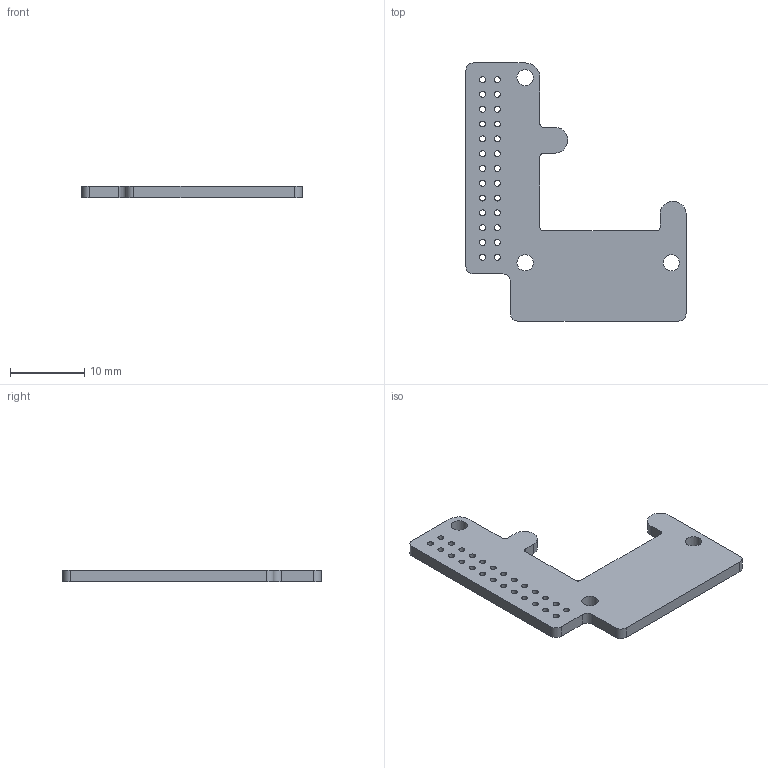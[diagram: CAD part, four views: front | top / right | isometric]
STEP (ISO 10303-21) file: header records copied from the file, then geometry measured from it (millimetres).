
FILE_DESCRIPTION(('KiCad electronic assembly'),'2;1');
FILE_NAME('pcb_front.step','2022-10-19T03:33:18',('Pcbnew'),('Kicad'), 'Open CASCADE STEP processor 7.6','KiCad to STEP converter','Unknown' );
FILE_SCHEMA(('AUTOMOTIVE_DESIGN { 1 0 10303 214 1 1 1 1 }'));
Length unit declared in the file: millimetre
Products named in the file (2): pcb_front 1; pcb_front PCB
Assembly tree (1 placements, depth 2):
  pcb_front 1
    pcb_front PCB
Bounding box: 29.75 x 34.86 x 1.6 mm (x, y, z)
Volume: 879.5 mm3; surface area: 1457.7 mm2
Topology: 1 solids, 1 shells, 55 faces, 159 edges, 106 vertices
Faces by surface type: cylinder 41, plane 14
Full cylindrical faces by diameter (mm): 0.8 x26, 2.2 x3
Entity records: 4085 total; most frequent: DIRECTION 673, CARTESIAN_POINT 640, ORIENTED_EDGE 318, PCURVE 318, DEFINITIONAL_REPRESENTATION 318, LINE 313, VECTOR 313, CIRCLE 164
